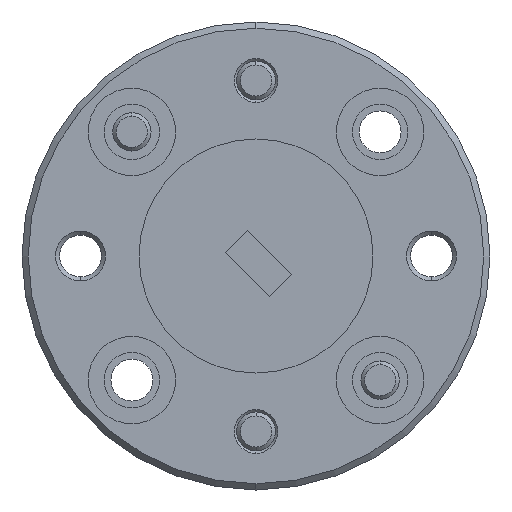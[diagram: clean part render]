
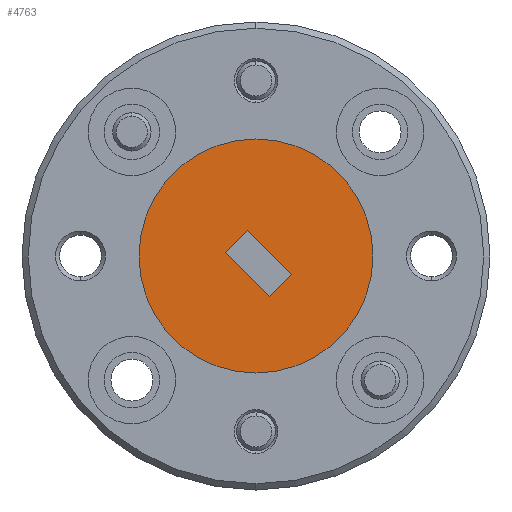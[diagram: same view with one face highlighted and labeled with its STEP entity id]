
A CAD part, left-side view. The second image highlights one B-rep face of the part: STEP entity #4763.
In plain terms, the highlighted planar face has unit normal (-1, 0, 0).
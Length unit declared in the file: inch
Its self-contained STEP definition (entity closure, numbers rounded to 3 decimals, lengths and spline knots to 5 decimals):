
#2 = VERTEX_POINT ( 'NONE', #2527 ) ;
#12 = CARTESIAN_POINT ( 'NONE',  ( -0.10584, 0.60558, 0.63157 ) ) ;
#74 = DIRECTION ( 'NONE',  ( 0., -0.708, -0.707 ) ) ;
#97 = VERTEX_POINT ( 'NONE', #4498 ) ;
#153 = VECTOR ( 'NONE', #74, 39.37008 ) ;
#331 = DIRECTION ( 'NONE',  ( -1., 0., 0. ) ) ;
#357 = DIRECTION ( 'NONE',  ( 0., 0.709, -0.705 ) ) ;
#359 = AXIS2_PLACEMENT_3D ( 'NONE', #1921, #331, #4924 ) ;
#383 = EDGE_LOOP ( 'NONE', ( #2310, #4428 ) ) ;
#411 = EDGE_CURVE ( 'NONE', #4158, #2, #736, .T. ) ;
#578 = EDGE_LOOP ( 'NONE', ( #1036, #1260, #732, #1470 ) ) ;
#700 = VECTOR ( 'NONE', #3101, 39.37008 ) ;
#732 = ORIENTED_EDGE ( 'NONE', *, *, #2677, .F. ) ;
#736 = LINE ( 'NONE', #4517, #3626 ) ;
#748 = LINE ( 'NONE', #12, #700 ) ;
#802 = VERTEX_POINT ( 'NONE', #4182 ) ;
#1036 = ORIENTED_EDGE ( 'NONE', *, *, #411, .F. ) ;
#1090 = VERTEX_POINT ( 'NONE', #2197 ) ;
#1126 = EDGE_CURVE ( 'NONE', #2675, #97, #2087, .T. ) ;
#1260 = ORIENTED_EDGE ( 'NONE', *, *, #3582, .F. ) ;
#1290 = LINE ( 'NONE', #3255, #153 ) ;
#1470 = ORIENTED_EDGE ( 'NONE', *, *, #4106, .F. ) ;
#1643 = CARTESIAN_POINT ( 'NONE',  ( -0.10584, 0.67633, 0.70224 ) ) ;
#1864 = DIRECTION ( 'NONE',  ( -1., 0., 0. ) ) ;
#1921 = CARTESIAN_POINT ( 'NONE',  ( -0.10584, 0.66256, 0.66097 ) ) ;
#2045 = CARTESIAN_POINT ( 'NONE',  ( -0.10584, 0.85006, 0.66097 ) ) ;
#2087 = CIRCLE ( 'NONE', #3134, 0.1875 ) ;
#2197 = CARTESIAN_POINT ( 'NONE',  ( -0.10584, 0.64104, 0.59633 ) ) ;
#2242 = CARTESIAN_POINT ( 'NONE',  ( -0.10584, 0.66256, 0.66097 ) ) ;
#2310 = ORIENTED_EDGE ( 'NONE', *, *, #1126, .T. ) ;
#2342 = CARTESIAN_POINT ( 'NONE',  ( -0.10584, 0.67633, 0.70224 ) ) ;
#2527 = CARTESIAN_POINT ( 'NONE',  ( -0.10584, 0.71179, 0.66699 ) ) ;
#2675 = VERTEX_POINT ( 'NONE', #3479 ) ;
#2677 = EDGE_CURVE ( 'NONE', #1090, #802, #748, .T. ) ;
#2782 = AXIS2_PLACEMENT_3D ( 'NONE', #2045, #3507, #4678 ) ;
#2845 = PLANE ( 'NONE',  #2782 ) ;
#3101 = DIRECTION ( 'NONE',  ( 0., -0.709, 0.705 ) ) ;
#3134 = AXIS2_PLACEMENT_3D ( 'NONE', #2242, #1864, #4911 ) ;
#3136 = DIRECTION ( 'NONE',  ( 0., 0.708, 0.707 ) ) ;
#3150 = FACE_BOUND ( 'NONE', #578, .T. ) ;
#3255 = CARTESIAN_POINT ( 'NONE',  ( -0.10584, 0.64104, 0.59633 ) ) ;
#3442 = LINE ( 'NONE', #2342, #4259 ) ;
#3479 = CARTESIAN_POINT ( 'NONE',  ( -0.10584, 0.66256, 0.84847 ) ) ;
#3507 = DIRECTION ( 'NONE',  ( 1., 0., 0. ) ) ;
#3582 = EDGE_CURVE ( 'NONE', #802, #4158, #3442, .T. ) ;
#3600 = FACE_OUTER_BOUND ( 'NONE', #383, .T. ) ;
#3626 = VECTOR ( 'NONE', #357, 39.37008 ) ;
#4106 = EDGE_CURVE ( 'NONE', #2, #1090, #1290, .T. ) ;
#4158 = VERTEX_POINT ( 'NONE', #1643 ) ;
#4182 = CARTESIAN_POINT ( 'NONE',  ( -0.10584, 0.60558, 0.63157 ) ) ;
#4259 = VECTOR ( 'NONE', #3136, 39.37008 ) ;
#4428 = ORIENTED_EDGE ( 'NONE', *, *, #4683, .T. ) ;
#4498 = CARTESIAN_POINT ( 'NONE',  ( -0.10584, 0.66256, 0.47347 ) ) ;
#4517 = CARTESIAN_POINT ( 'NONE',  ( -0.10584, 0.71179, 0.66699 ) ) ;
#4678 = DIRECTION ( 'NONE',  ( 0., 1., 0. ) ) ;
#4683 = EDGE_CURVE ( 'NONE', #97, #2675, #4762, .T. ) ;
#4762 = CIRCLE ( 'NONE', #359, 0.1875 ) ;
#4763 = ADVANCED_FACE ( 'NONE', ( #3600, #3150 ), #2845, .F. ) ;
#4911 = DIRECTION ( 'NONE',  ( 0., 0., 1. ) ) ;
#4924 = DIRECTION ( 'NONE',  ( 0., 0., 1. ) ) ;
